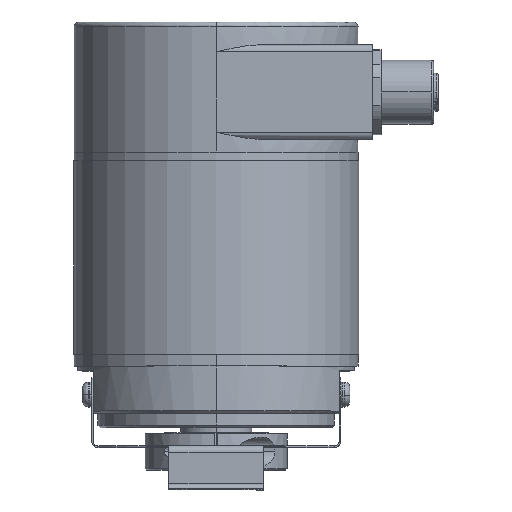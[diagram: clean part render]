
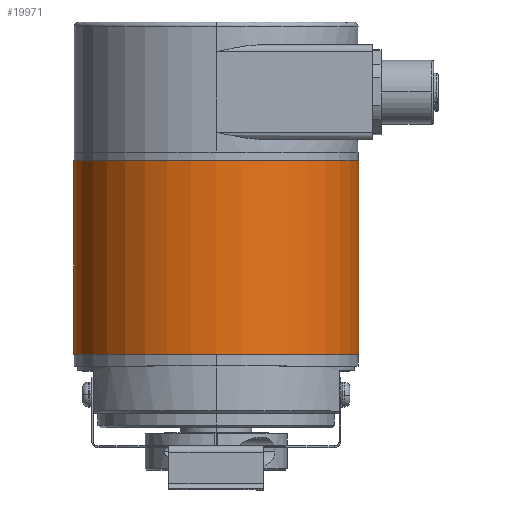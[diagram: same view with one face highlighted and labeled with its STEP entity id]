
A CAD part, top view. The second image highlights one B-rep face of the part: STEP entity #19971.
In plain terms, the highlighted cylindrical face has radius 30.15 mm (diameter 60.3 mm), a partial arc.
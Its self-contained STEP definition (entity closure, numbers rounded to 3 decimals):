
#40 = DIRECTION ( 'NONE',  ( 0., -1., 0. ) ) ;
#1511 = CARTESIAN_POINT ( 'NONE',  ( 30.15, 56.5, 0. ) ) ;
#2441 = VERTEX_POINT ( 'NONE', #22092 ) ;
#2472 = CARTESIAN_POINT ( 'NONE',  ( -30.15, 15.5, 0. ) ) ;
#2490 = DIRECTION ( 'NONE',  ( 0., 1., 0. ) ) ;
#3478 = DIRECTION ( 'NONE',  ( 0., 1., 0. ) ) ;
#4431 = CIRCLE ( 'NONE', #28569, 30.15 ) ;
#4474 = DIRECTION ( 'NONE',  ( -1., 0., 0. ) ) ;
#4574 = DIRECTION ( 'NONE',  ( 0., 1., 0. ) ) ;
#6272 = CYLINDRICAL_SURFACE ( 'NONE', #13598, 30.15 ) ;
#7021 = FACE_OUTER_BOUND ( 'NONE', #9496, .T. ) ;
#7135 = ORIENTED_EDGE ( 'NONE', *, *, #12966, .T. ) ;
#7147 = ORIENTED_EDGE ( 'NONE', *, *, #11625, .T. ) ;
#8962 = EDGE_CURVE ( 'NONE', #12725, #2441, #15453, .T. ) ;
#9496 = EDGE_LOOP ( 'NONE', ( #7147, #7135, #11003, #28072 ) ) ;
#9802 = CARTESIAN_POINT ( 'NONE',  ( 30.15, 15.5, 0. ) ) ;
#9965 = VECTOR ( 'NONE', #2490, 1000. ) ;
#10256 = EDGE_CURVE ( 'NONE', #27699, #2441, #14313, .T. ) ;
#11003 = ORIENTED_EDGE ( 'NONE', *, *, #10256, .T. ) ;
#11625 = EDGE_CURVE ( 'NONE', #12725, #23645, #4431, .T. ) ;
#12725 = VERTEX_POINT ( 'NONE', #17296 ) ;
#12966 = EDGE_CURVE ( 'NONE', #23645, #27699, #16068, .T. ) ;
#13598 = AXIS2_PLACEMENT_3D ( 'NONE', #20637, #4574, #4474 ) ;
#13844 = VECTOR ( 'NONE', #22791, 1000. ) ;
#13989 = CARTESIAN_POINT ( 'NONE',  ( 0., 56.5, 0. ) ) ;
#14313 = CIRCLE ( 'NONE', #28863, 30.15 ) ;
#15453 = LINE ( 'NONE', #2472, #9965 ) ;
#16068 = LINE ( 'NONE', #18333, #13844 ) ;
#16356 = DIRECTION ( 'NONE',  ( -1., 0., 0. ) ) ;
#17296 = CARTESIAN_POINT ( 'NONE',  ( -30.15, 15.5, 0. ) ) ;
#17368 = CARTESIAN_POINT ( 'NONE',  ( 0., 15.5, 0. ) ) ;
#18333 = CARTESIAN_POINT ( 'NONE',  ( 30.15, 15.5, 0. ) ) ;
#19626 = DIRECTION ( 'NONE',  ( -1., 0., 0. ) ) ;
#19971 = ADVANCED_FACE ( 'NONE', ( #7021 ), #6272, .T. ) ;
#20637 = CARTESIAN_POINT ( 'NONE',  ( 0., 15.5, 0. ) ) ;
#22092 = CARTESIAN_POINT ( 'NONE',  ( -30.15, 56.5, 0. ) ) ;
#22791 = DIRECTION ( 'NONE',  ( 0., 1., 0. ) ) ;
#23645 = VERTEX_POINT ( 'NONE', #9802 ) ;
#27699 = VERTEX_POINT ( 'NONE', #1511 ) ;
#28072 = ORIENTED_EDGE ( 'NONE', *, *, #8962, .F. ) ;
#28569 = AXIS2_PLACEMENT_3D ( 'NONE', #17368, #3478, #19626 ) ;
#28863 = AXIS2_PLACEMENT_3D ( 'NONE', #13989, #40, #16356 ) ;
